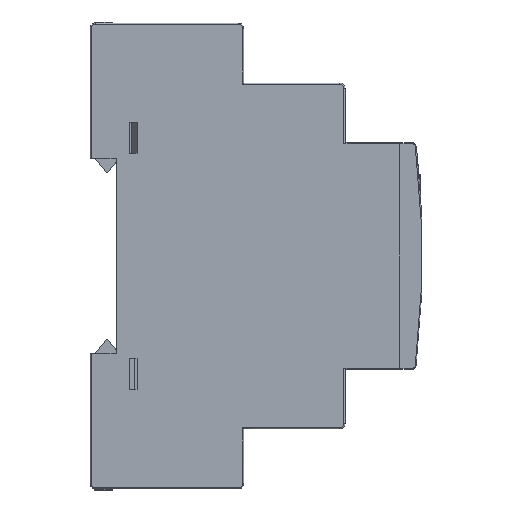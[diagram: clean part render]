
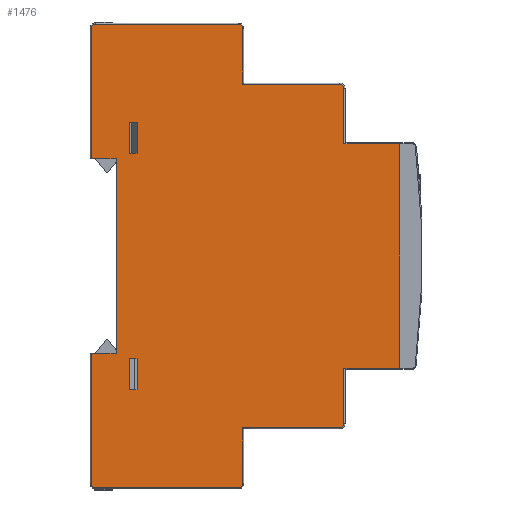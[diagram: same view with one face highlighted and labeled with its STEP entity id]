
A CAD part, left-side view. The second image highlights one B-rep face of the part: STEP entity #1476.
In plain terms, the highlighted planar face has unit normal (-1, 0, 0).
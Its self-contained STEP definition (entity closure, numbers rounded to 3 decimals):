
#1476=ADVANCED_FACE('',(#2778,#2780,#2782),#2784,.F.);
#2778=FACE_BOUND('',#2779,.T.);
#2779=EDGE_LOOP('',(#6430,#6431,#6432,#6433,#6434,#6435,#6436,#6437,#6438,#6439,
#6440,#6441,#6442,#6443,#6444,#6445,#6446,#6447,#6448,#6449,#6450,#6451));
#2780=FACE_BOUND('',#2781,.T.);
#2781=EDGE_LOOP('',(#6452,#6453,#6454,#6455));
#2782=FACE_BOUND('',#2783,.T.);
#2783=EDGE_LOOP('',(#6456,#6457,#6458,#6459));
#2784=PLANE('',#2785);
#2785=AXIS2_PLACEMENT_3D('',#2786,#2787,#2788);
#2786=CARTESIAN_POINT('',(0.,0.,0.));
#2787=DIRECTION('',(1.,0.,0.));
#2788=DIRECTION('',(0.,1.,0.));
#6430=ORIENTED_EDGE('',*,*,#9093,.F.);
#6431=ORIENTED_EDGE('',*,*,#9094,.F.);
#6432=ORIENTED_EDGE('',*,*,#9095,.F.);
#6433=ORIENTED_EDGE('',*,*,#9096,.F.);
#6434=ORIENTED_EDGE('',*,*,#9097,.F.);
#6435=ORIENTED_EDGE('',*,*,#9098,.F.);
#6436=ORIENTED_EDGE('',*,*,#9084,.F.);
#6437=ORIENTED_EDGE('',*,*,#9056,.F.);
#6438=ORIENTED_EDGE('',*,*,#9078,.F.);
#6439=ORIENTED_EDGE('',*,*,#9099,.F.);
#6440=ORIENTED_EDGE('',*,*,#9100,.F.);
#6441=ORIENTED_EDGE('',*,*,#9101,.F.);
#6442=ORIENTED_EDGE('',*,*,#9102,.F.);
#6443=ORIENTED_EDGE('',*,*,#9103,.F.);
#6444=ORIENTED_EDGE('',*,*,#9104,.F.);
#6445=ORIENTED_EDGE('',*,*,#9105,.F.);
#6446=ORIENTED_EDGE('',*,*,#9106,.F.);
#6447=ORIENTED_EDGE('',*,*,#9107,.F.);
#6448=ORIENTED_EDGE('',*,*,#9108,.F.);
#6449=ORIENTED_EDGE('',*,*,#9109,.F.);
#6450=ORIENTED_EDGE('',*,*,#9110,.F.);
#6451=ORIENTED_EDGE('',*,*,#9111,.F.);
#6452=ORIENTED_EDGE('',*,*,#9112,.T.);
#6453=ORIENTED_EDGE('',*,*,#9113,.T.);
#6454=ORIENTED_EDGE('',*,*,#9114,.T.);
#6455=ORIENTED_EDGE('',*,*,#9115,.T.);
#6456=ORIENTED_EDGE('',*,*,#9116,.T.);
#6457=ORIENTED_EDGE('',*,*,#9117,.T.);
#6458=ORIENTED_EDGE('',*,*,#9118,.T.);
#6459=ORIENTED_EDGE('',*,*,#9119,.T.);
#9056=EDGE_CURVE('',#10581,#10583,#10584,.T.);
#9078=EDGE_CURVE('',#10623,#10581,#10626,.T.);
#9084=EDGE_CURVE('',#10583,#10631,#10636,.T.);
#9093=EDGE_CURVE('',#10651,#10652,#10653,.T.);
#9094=EDGE_CURVE('',#10654,#10651,#10655,.T.);
#9095=EDGE_CURVE('',#10656,#10654,#10657,.T.);
#9096=EDGE_CURVE('',#10658,#10656,#10659,.T.);
#9097=EDGE_CURVE('',#10660,#10658,#10661,.T.);
#9098=EDGE_CURVE('',#10631,#10660,#10662,.T.);
#9099=EDGE_CURVE('',#10663,#10623,#10664,.T.);
#9100=EDGE_CURVE('',#10665,#10663,#10666,.T.);
#9101=EDGE_CURVE('',#10667,#10665,#10668,.T.);
#9102=EDGE_CURVE('',#10669,#10667,#10670,.T.);
#9103=EDGE_CURVE('',#10671,#10669,#10672,.T.);
#9104=EDGE_CURVE('',#10673,#10671,#10674,.T.);
#9105=EDGE_CURVE('',#10675,#10673,#10676,.T.);
#9106=EDGE_CURVE('',#10677,#10675,#10678,.T.);
#9107=EDGE_CURVE('',#10679,#10677,#10680,.T.);
#9108=EDGE_CURVE('',#10681,#10679,#10682,.T.);
#9109=EDGE_CURVE('',#10683,#10681,#10684,.T.);
#9110=EDGE_CURVE('',#10685,#10683,#10686,.T.);
#9111=EDGE_CURVE('',#10652,#10685,#10687,.T.);
#9112=EDGE_CURVE('',#10688,#10689,#10690,.T.);
#9113=EDGE_CURVE('',#10689,#10691,#10692,.T.);
#9114=EDGE_CURVE('',#10691,#10693,#10694,.T.);
#9115=EDGE_CURVE('',#10693,#10688,#10695,.T.);
#9116=EDGE_CURVE('',#10696,#10697,#10698,.T.);
#9117=EDGE_CURVE('',#10697,#10699,#10700,.T.);
#9118=EDGE_CURVE('',#10699,#10701,#10702,.T.);
#9119=EDGE_CURVE('',#10701,#10696,#10703,.T.);
#10581=VERTEX_POINT('',#13271);
#10583=VERTEX_POINT('',#13275);
#10584=LINE('',#13276,#13277);
#10623=VERTEX_POINT('',#13357);
#10626=LINE('',#13363,#13364);
#10631=VERTEX_POINT('',#13374);
#10636=LINE('',#13386,#13387);
#10651=VERTEX_POINT('',#13421);
#10652=VERTEX_POINT('',#13422);
#10653=LINE('',#13423,#13424);
#10654=VERTEX_POINT('',#13426);
#10655=LINE('',#13427,#13428);
#10656=VERTEX_POINT('',#13430);
#10657=CIRCLE('',#13431,0.8);
#10658=VERTEX_POINT('',#13435);
#10659=LINE('',#13436,#13437);
#10660=VERTEX_POINT('',#13439);
#10661=CIRCLE('',#13440,0.8);
#10662=LINE('',#13444,#13445);
#10663=VERTEX_POINT('',#13447);
#10664=LINE('',#13448,#13449);
#10665=VERTEX_POINT('',#13451);
#10666=CIRCLE('',#13452,0.8);
#10667=VERTEX_POINT('',#13456);
#10668=LINE('',#13457,#13458);
#10669=VERTEX_POINT('',#13460);
#10670=CIRCLE('',#13461,0.8);
#10671=VERTEX_POINT('',#13465);
#10672=LINE('',#13466,#13467);
#10673=VERTEX_POINT('',#13469);
#10674=LINE('',#13470,#13471);
#10675=VERTEX_POINT('',#13473);
#10676=CIRCLE('',#13474,0.8);
#10677=VERTEX_POINT('',#13478);
#10678=LINE('',#13479,#13480);
#10679=VERTEX_POINT('',#13482);
#10680=LINE('',#13483,#13484);
#10681=VERTEX_POINT('',#13486);
#10682=LINE('',#13487,#13488);
#10683=VERTEX_POINT('',#13490);
#10684=LINE('',#13491,#13492);
#10685=VERTEX_POINT('',#13494);
#10686=LINE('',#13495,#13496);
#10687=CIRCLE('',#13498,0.8);
#10688=VERTEX_POINT('',#13502);
#10689=VERTEX_POINT('',#13503);
#10690=LINE('',#13504,#13505);
#10691=VERTEX_POINT('',#13507);
#10692=LINE('',#13508,#13509);
#10693=VERTEX_POINT('',#13511);
#10694=LINE('',#13512,#13513);
#10695=LINE('',#13515,#13516);
#10696=VERTEX_POINT('',#13518);
#10697=VERTEX_POINT('',#13519);
#10698=LINE('',#13520,#13521);
#10699=VERTEX_POINT('',#13523);
#10700=LINE('',#13524,#13525);
#10701=VERTEX_POINT('',#13527);
#10702=LINE('',#13528,#13529);
#10703=LINE('',#13531,#13532);
#13271=CARTESIAN_POINT('',(0.,24.75,-18.75));
#13275=CARTESIAN_POINT('',(0.,24.75,18.75));
#13276=CARTESIAN_POINT('',(0.,24.75,-18.75));
#13277=VECTOR('',#13278,1.);
#13278=DIRECTION('',(0.,0.,1.));
#13357=CARTESIAN_POINT('',(0.,29.55,-18.75));
#13363=CARTESIAN_POINT('',(0.,29.55,-18.75));
#13364=VECTOR('',#13365,1.);
#13365=DIRECTION('',(0.,-1.,0.));
#13374=CARTESIAN_POINT('',(0.,29.55,18.75));
#13386=CARTESIAN_POINT('',(0.,24.75,18.75));
#13387=VECTOR('',#13388,1.);
#13388=DIRECTION('',(0.,1.,0.));
#13421=CARTESIAN_POINT('',(0.,0.45,33.05));
#13422=CARTESIAN_POINT('',(0.,-18.25,33.05));
#13423=CARTESIAN_POINT('',(0.,0.45,33.05));
#13424=VECTOR('',#13425,1.);
#13425=DIRECTION('',(0.,-1.,0.));
#13426=CARTESIAN_POINT('',(0.,0.45,43.75));
#13427=CARTESIAN_POINT('',(0.,0.45,43.75));
#13428=VECTOR('',#13429,1.);
#13429=DIRECTION('',(0.,0.,-1.));
#13430=CARTESIAN_POINT('',(0.,1.25,44.55));
#13431=AXIS2_PLACEMENT_3D('',#13432,#13433,#13434);
#13432=CARTESIAN_POINT('',(0.,1.25,43.75));
#13433=DIRECTION('',(1.,0.,0.));
#13434=DIRECTION('',(0.,0.,1.));
#13435=CARTESIAN_POINT('',(0.,28.75,44.55));
#13436=CARTESIAN_POINT('',(0.,28.75,44.55));
#13437=VECTOR('',#13438,1.);
#13438=DIRECTION('',(0.,-1.,0.));
#13439=CARTESIAN_POINT('',(0.,29.55,43.75));
#13440=AXIS2_PLACEMENT_3D('',#13441,#13442,#13443);
#13441=CARTESIAN_POINT('',(0.,28.75,43.75));
#13442=DIRECTION('',(1.,0.,0.));
#13443=DIRECTION('',(0.,1.,0.));
#13444=CARTESIAN_POINT('',(0.,29.55,18.75));
#13445=VECTOR('',#13446,1.);
#13446=DIRECTION('',(0.,0.,1.));
#13447=CARTESIAN_POINT('',(0.,29.55,-43.75));
#13448=CARTESIAN_POINT('',(0.,29.55,-43.75));
#13449=VECTOR('',#13450,1.);
#13450=DIRECTION('',(0.,0.,1.));
#13451=CARTESIAN_POINT('',(0.,28.75,-44.55));
#13452=AXIS2_PLACEMENT_3D('',#13453,#13454,#13455);
#13453=CARTESIAN_POINT('',(0.,28.75,-43.75));
#13454=DIRECTION('',(1.,0.,0.));
#13455=DIRECTION('',(0.,0.,-1.));
#13456=CARTESIAN_POINT('',(0.,1.25,-44.55));
#13457=CARTESIAN_POINT('',(0.,1.25,-44.55));
#13458=VECTOR('',#13459,1.);
#13459=DIRECTION('',(0.,1.,0.));
#13460=CARTESIAN_POINT('',(0.,0.45,-43.75));
#13461=AXIS2_PLACEMENT_3D('',#13462,#13463,#13464);
#13462=CARTESIAN_POINT('',(0.,1.25,-43.75));
#13463=DIRECTION('',(1.,0.,0.));
#13464=DIRECTION('',(0.,-1.,0.));
#13465=CARTESIAN_POINT('',(0.,0.45,-33.05));
#13466=CARTESIAN_POINT('',(0.,0.45,-33.05));
#13467=VECTOR('',#13468,1.);
#13468=DIRECTION('',(0.,0.,-1.));
#13469=CARTESIAN_POINT('',(0.,-18.25,-33.05));
#13470=CARTESIAN_POINT('',(0.,-18.25,-33.05));
#13471=VECTOR('',#13472,1.);
#13472=DIRECTION('',(0.,1.,0.));
#13473=CARTESIAN_POINT('',(0.,-19.05,-32.25));
#13474=AXIS2_PLACEMENT_3D('',#13475,#13476,#13477);
#13475=CARTESIAN_POINT('',(0.,-18.25,-32.25));
#13476=DIRECTION('',(1.,0.,0.));
#13477=DIRECTION('',(0.,-1.,0.));
#13478=CARTESIAN_POINT('',(0.,-19.05,-21.55));
#13479=CARTESIAN_POINT('',(0.,-19.05,-21.55));
#13480=VECTOR('',#13481,1.);
#13481=DIRECTION('',(0.,0.,-1.));
#13482=CARTESIAN_POINT('',(0.,-29.75,-21.55));
#13483=CARTESIAN_POINT('',(0.,-29.75,-21.55));
#13484=VECTOR('',#13485,1.);
#13485=DIRECTION('',(0.,1.,0.));
#13486=CARTESIAN_POINT('',(0.,-29.75,21.55));
#13487=CARTESIAN_POINT('',(0.,-29.75,21.55));
#13488=VECTOR('',#13489,1.);
#13489=DIRECTION('',(0.,0.,-1.));
#13490=CARTESIAN_POINT('',(0.,-19.05,21.55));
#13491=CARTESIAN_POINT('',(0.,-19.05,21.55));
#13492=VECTOR('',#13493,1.);
#13493=DIRECTION('',(0.,-1.,0.));
#13494=CARTESIAN_POINT('',(0.,-19.05,32.25));
#13495=CARTESIAN_POINT('',(0.,-19.05,32.25));
#13496=VECTOR('',#13497,1.);
#13497=DIRECTION('',(0.,0.,-1.));
#13498=AXIS2_PLACEMENT_3D('',#13499,#13500,#13501);
#13499=CARTESIAN_POINT('',(0.,-18.25,32.25));
#13500=DIRECTION('',(1.,0.,0.));
#13501=DIRECTION('',(0.,0.,1.));
#13502=CARTESIAN_POINT('',(0.,20.75,-25.75));
#13503=CARTESIAN_POINT('',(0.,22.25,-25.75));
#13504=CARTESIAN_POINT('',(0.,20.75,-25.75));
#13505=VECTOR('',#13506,1.);
#13506=DIRECTION('',(0.,1.,0.));
#13507=CARTESIAN_POINT('',(0.,22.25,-19.75));
#13508=CARTESIAN_POINT('',(0.,22.25,-25.75));
#13509=VECTOR('',#13510,1.);
#13510=DIRECTION('',(0.,0.,1.));
#13511=CARTESIAN_POINT('',(0.,20.75,-19.75));
#13512=CARTESIAN_POINT('',(0.,22.25,-19.75));
#13513=VECTOR('',#13514,1.);
#13514=DIRECTION('',(0.,-1.,0.));
#13515=CARTESIAN_POINT('',(0.,20.75,-19.75));
#13516=VECTOR('',#13517,1.);
#13517=DIRECTION('',(0.,0.,-1.));
#13518=CARTESIAN_POINT('',(0.,20.75,19.75));
#13519=CARTESIAN_POINT('',(0.,22.25,19.75));
#13520=CARTESIAN_POINT('',(0.,20.75,19.75));
#13521=VECTOR('',#13522,1.);
#13522=DIRECTION('',(0.,1.,0.));
#13523=CARTESIAN_POINT('',(0.,22.25,25.75));
#13524=CARTESIAN_POINT('',(0.,22.25,19.75));
#13525=VECTOR('',#13526,1.);
#13526=DIRECTION('',(0.,0.,1.));
#13527=CARTESIAN_POINT('',(0.,20.75,25.75));
#13528=CARTESIAN_POINT('',(0.,22.25,25.75));
#13529=VECTOR('',#13530,1.);
#13530=DIRECTION('',(0.,-1.,0.));
#13531=CARTESIAN_POINT('',(0.,20.75,25.75));
#13532=VECTOR('',#13533,1.);
#13533=DIRECTION('',(0.,0.,-1.));
